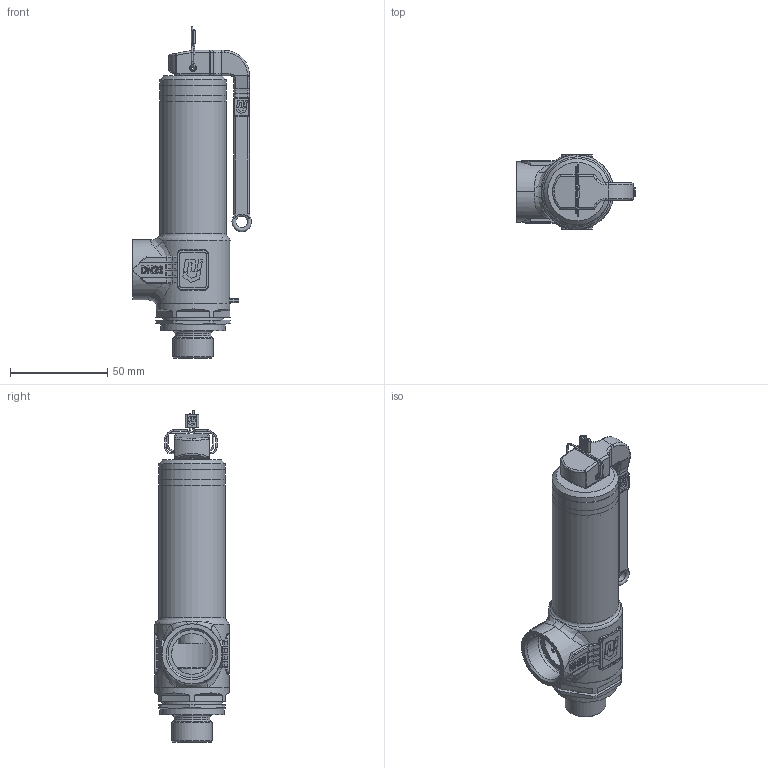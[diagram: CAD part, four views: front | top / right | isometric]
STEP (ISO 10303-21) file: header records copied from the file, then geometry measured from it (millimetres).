
FILE_DESCRIPTION(('HOOPS Exchange Step'),'2;1');
FILE_NAME('SV14-DN15-15-20-Hebel.stp','2026-02-20T11:21:01+01:00',('nieru'),('Unknown organisation'),'HOOPS Exchange 2024.2','HOOPS Exchange','Unknown authorisation');
FILE_SCHEMA( ('AP203_CONFIGURATION_CONTROLLED_3D_DESIGN_OF_MECHANICAL_PARTS_AND_ASSEMBLIES_MIM_LF') );
Length unit declared in the file: millimetre
Products named in the file (2): 0; root
Assembly tree (1 placements, depth 2):
  root
    0
Bounding box: 61 x 38.2 x 170.3 mm (x, y, z)
Volume: 75045.5 mm3; surface area: 46191.1 mm2
Topology: 8 solids, 8 shells, 790 faces, 2140 edges, 1405 vertices
Faces by surface type: plane 375, cylinder 201, bspline 113, torus 77, cone 20, sphere 4
Full cylindrical faces by diameter (mm): 0.7 x13, 2 x1, 3.7 x2, 4.5 x2, 6 x1, 10.5 x1, 11.5 x1, 12.1 x1, 18.4 x1, 20.9 x2, 24 x1, 24.6 x1, 26.7 x1, 28 x3, 28.2 x2, 30 x2, 30.55 x1, 30.6 x1, 31 x1, 32 x2, 33 x2, 34 x5, 34.15 x1, 38 x1
Entity records: 35128 total; most frequent: CARTESIAN_POINT 16045, ORIENTED_EDGE 4256, DIRECTION 3543, EDGE_CURVE 2128, VERTEX_POINT 1405, AXIS2_PLACEMENT_3D 1234, VECTOR 1075, LINE 1075
